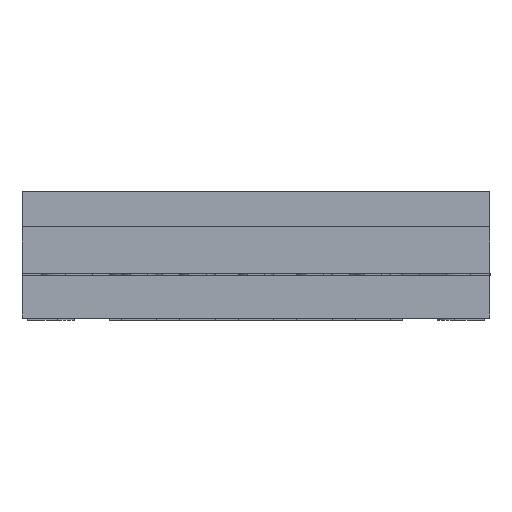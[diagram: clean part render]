
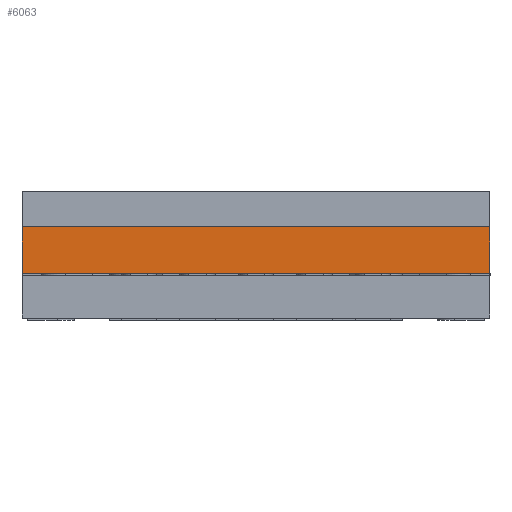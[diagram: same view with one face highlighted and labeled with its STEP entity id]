
A CAD part, left-side view. The second image highlights one B-rep face of the part: STEP entity #6063.
In plain terms, the highlighted face is planar.
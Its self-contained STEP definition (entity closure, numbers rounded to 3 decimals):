
#6063=ADVANCED_FACE('',(#12293),#12295,.T.);
#12293=FACE_BOUND('',#12294,.T.);
#12294=EDGE_LOOP('',(#15979,#15980,#15981,#15982));
#12295=PLANE('',#12296);
#12296=AXIS2_PLACEMENT_3D('',#12297,#12298,#12299);
#12297=CARTESIAN_POINT('',(2.,2.,0.));
#12298=DIRECTION('',(0.,1.,-0.));
#12299=DIRECTION('',(-1.,0.,0.));
#15979=ORIENTED_EDGE('',*,*,#18303,.T.);
#15980=ORIENTED_EDGE('',*,*,#18335,.T.);
#15981=ORIENTED_EDGE('',*,*,#18318,.F.);
#15982=ORIENTED_EDGE('',*,*,#18336,.F.);
#18303=EDGE_CURVE('',#20687,#20688,#20689,.T.);
#18318=EDGE_CURVE('',#20716,#20711,#20718,.T.);
#18335=EDGE_CURVE('',#20688,#20711,#20743,.T.);
#18336=EDGE_CURVE('',#20687,#20716,#20744,.T.);
#20687=VERTEX_POINT('',#25791);
#20688=VERTEX_POINT('',#25792);
#20689=LINE('',#25793,#25794);
#20711=VERTEX_POINT('',#25843);
#20716=VERTEX_POINT('',#25852);
#20718=LINE('',#25856,#25857);
#20743=LINE('',#25919,#25920);
#20744=LINE('',#25922,#25923);
#25791=CARTESIAN_POINT('',(2.,2.,0.));
#25792=CARTESIAN_POINT('',(-2.,2.,0.));
#25793=CARTESIAN_POINT('',(2.,2.,0.));
#25794=VECTOR('',#25795,1.);
#25795=DIRECTION('',(-1.,0.,0.));
#25843=CARTESIAN_POINT('',(-2.,2.,0.4));
#25852=CARTESIAN_POINT('',(2.,2.,0.4));
#25856=CARTESIAN_POINT('',(2.,2.,0.4));
#25857=VECTOR('',#25858,1.);
#25858=DIRECTION('',(-1.,0.,0.));
#25919=CARTESIAN_POINT('',(-2.,2.,0.));
#25920=VECTOR('',#25921,1.);
#25921=DIRECTION('',(0.,0.,1.));
#25922=CARTESIAN_POINT('',(2.,2.,0.));
#25923=VECTOR('',#25924,1.);
#25924=DIRECTION('',(0.,0.,1.));
